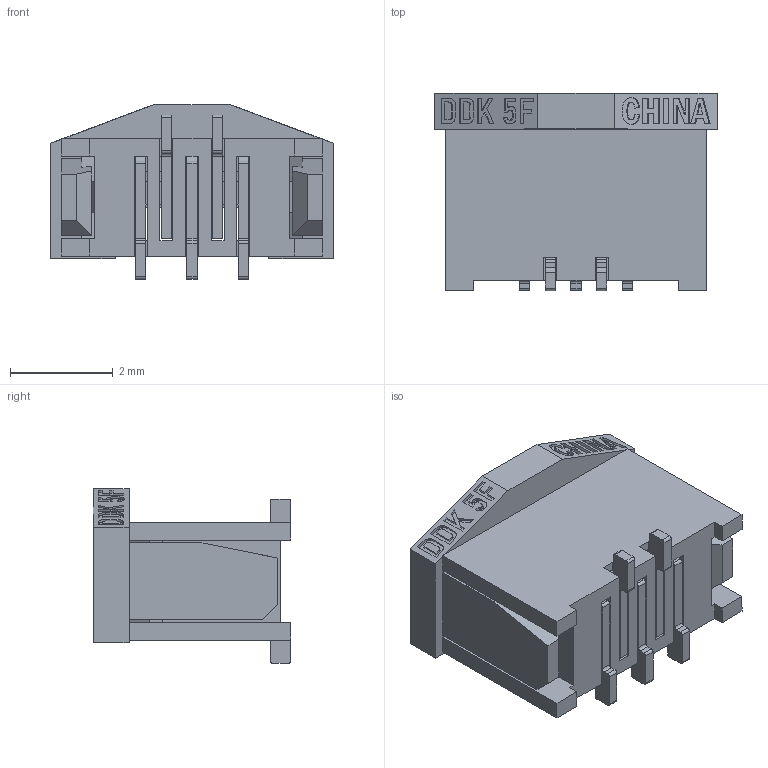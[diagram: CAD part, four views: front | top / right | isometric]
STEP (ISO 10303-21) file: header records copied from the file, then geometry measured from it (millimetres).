
FILE_DESCRIPTION(/* description */ (''),/* implementation_level */ '2;1');
FILE_NAME(/* name */ '',/* time_stamp */ '',/* author */ (''),/* organization */ (''),/* preprocessor_version */ '',/* originating_system */ '',/* authorisation */ '');
FILE_SCHEMA (('AUTOMOTIVE_DESIGN { 1 0 10303 214 3 1 1 }'));
Length unit declared in the file: millimetre
Products named in the file (5): DDK FF15A-5-S14A; DDK FF15A-5-S14A_Body; DDK FF15A-5-S14A_Contact1; DDK FF15A-5-S14A_Contact2; DDK FF15A-5-S14A_Lock
Assembly tree (7 placements, depth 2):
  DDK FF15A-5-S14A
    DDK FF15A-5-S14A_Body
    DDK FF15A-5-S14A_Contact1  x3
    DDK FF15A-5-S14A_Contact2  x2
    DDK FF15A-5-S14A_Lock
Bounding box: 5.5 x 3.85 x 3.4 mm (x, y, z)
Volume: 35.7 mm3; surface area: 229.6 mm2
Topology: 7 solids, 7 shells, 479 faces, 1400 edges, 932 vertices
Faces by surface type: plane 378, cylinder 77, bspline 24
Entity records: 12351 total; most frequent: CARTESIAN_POINT 2497, ORIENTED_EDGE 2152, DIRECTION 1812, EDGE_CURVE 1076, LINE 950, VECTOR 950, VERTEX_POINT 716, AXIS2_PLACEMENT_3D 431
